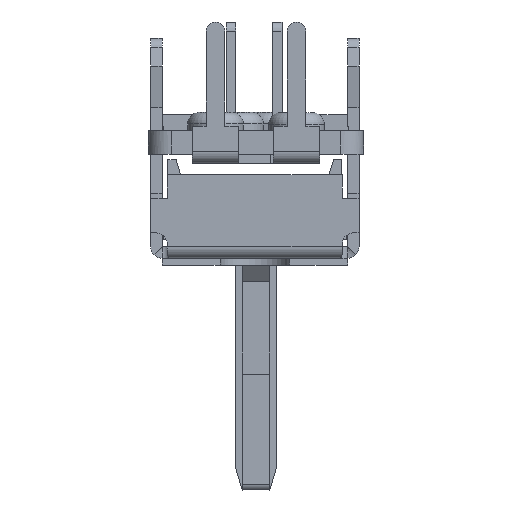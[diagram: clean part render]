
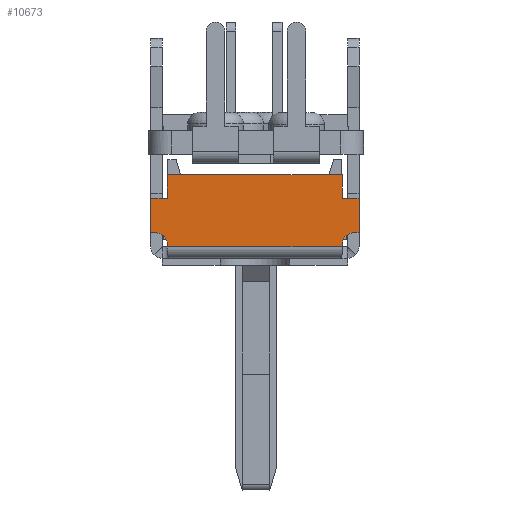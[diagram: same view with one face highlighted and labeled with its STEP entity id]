
A CAD part, left-side view. The second image highlights one B-rep face of the part: STEP entity #10673.
In plain terms, the highlighted planar face has unit normal (-1, 0, 0).
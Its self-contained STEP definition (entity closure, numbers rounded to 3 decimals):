
#978=DIRECTION('',(0.,-1.,0.));
#979=VECTOR('',#978,7.543);
#980=CARTESIAN_POINT('',(0.1,8.471,-5.2));
#981=LINE('',#980,#979);
#1244=DIRECTION('',(0.,0.,1.));
#1245=VECTOR('',#1244,0.1);
#1246=CARTESIAN_POINT('',(0.1,8.471,-5.2));
#1247=LINE('',#1246,#1245);
#1248=CARTESIAN_POINT('',(0.1,8.971,-5.1));
#1249=DIRECTION('',(-1.,0.,0.));
#1250=DIRECTION('',(0.,-1.,0.));
#1251=AXIS2_PLACEMENT_3D('',#1248,#1249,#1250);
#1253=DIRECTION('',(0.,1.,0.));
#1254=VECTOR('',#1253,0.229);
#1255=CARTESIAN_POINT('',(0.1,8.971,-4.6));
#1256=LINE('',#1255,#1254);
#1257=DIRECTION('',(0.,0.,1.));
#1258=VECTOR('',#1257,1.);
#1259=CARTESIAN_POINT('',(0.1,8.471,-3.1));
#1260=LINE('',#1259,#1258);
#1261=DIRECTION('',(0.,0.,-1.));
#1262=VECTOR('',#1261,1.);
#1263=CARTESIAN_POINT('',(0.1,0.929,
-2.1));
#1264=LINE('',#1263,#1262);
#1265=CARTESIAN_POINT('',(0.1,0.429,
-5.1));
#1266=DIRECTION('',(-1.,0.,0.));
#1267=DIRECTION('',(0.,0.,1.));
#1268=AXIS2_PLACEMENT_3D('',#1265,#1266,#1267);
#1270=DIRECTION('',(0.,0.,-1.));
#1271=VECTOR('',#1270,0.1);
#1272=CARTESIAN_POINT('',(0.1,0.929,-5.1));
#1273=LINE('',#1272,#1271);
#4216=DIRECTION('',(0.,0.,-1.));
#4217=VECTOR('',#4216,1.5);
#4218=CARTESIAN_POINT('',(0.1,9.2,-3.1));
#4219=LINE('',#4218,#4217);
#4232=DIRECTION('',(0.,1.,0.));
#4233=VECTOR('',#4232,0.729);
#4234=CARTESIAN_POINT('',(0.1,8.471,-3.1));
#4235=LINE('',#4234,#4233);
#4244=DIRECTION('',(0.,1.,0.));
#4245=VECTOR('',#4244,7.543);
#4246=CARTESIAN_POINT('',(0.1,0.929,
-2.1));
#4247=LINE('',#4246,#4245);
#4268=DIRECTION('',(0.,1.,0.));
#4269=VECTOR('',#4268,0.729);
#4270=CARTESIAN_POINT('',(0.1,0.2,
-3.1));
#4271=LINE('',#4270,#4269);
#4284=DIRECTION('',(0.,0.,1.));
#4285=VECTOR('',#4284,1.5);
#4286=CARTESIAN_POINT('',(0.1,0.2,
-4.6));
#4287=LINE('',#4286,#4285);
#4288=DIRECTION('',(0.,-1.,0.));
#4289=VECTOR('',#4288,0.229);
#4290=CARTESIAN_POINT('',(0.1,0.429,
-4.6));
#4291=LINE('',#4290,#4289);
#7863=CARTESIAN_POINT('',(0.1,8.471,
-5.2));
#7864=VERTEX_POINT('',#7863);
#7865=CARTESIAN_POINT('',(0.1,0.929,-5.2));
#7866=VERTEX_POINT('',#7865);
#7937=CARTESIAN_POINT('',(0.1,0.929,-5.1));
#7938=VERTEX_POINT('',#7937);
#7941=CARTESIAN_POINT('',(0.1,8.471,-5.1));
#7942=VERTEX_POINT('',#7941);
#7943=CARTESIAN_POINT('',(0.1,8.971,-4.6));
#7944=VERTEX_POINT('',#7943);
#7945=CARTESIAN_POINT('',(0.1,9.2,-4.6));
#7946=VERTEX_POINT('',#7945);
#7947=CARTESIAN_POINT('',(0.1,9.2,-3.1));
#7948=VERTEX_POINT('',#7947);
#7949=CARTESIAN_POINT('',(0.1,8.471,-3.1));
#7950=VERTEX_POINT('',#7949);
#7951=CARTESIAN_POINT('',(0.1,8.471,
-2.1));
#7952=VERTEX_POINT('',#7951);
#7953=CARTESIAN_POINT('',(0.1,0.929,
-2.1));
#7954=VERTEX_POINT('',#7953);
#7955=CARTESIAN_POINT('',(0.1,0.929,
-3.1));
#7956=VERTEX_POINT('',#7955);
#7957=CARTESIAN_POINT('',(0.1,0.2,
-3.1));
#7958=VERTEX_POINT('',#7957);
#7959=CARTESIAN_POINT('',(0.1,0.2,
-4.6));
#7960=VERTEX_POINT('',#7959);
#7961=CARTESIAN_POINT('',(0.1,0.429,
-4.6));
#7962=VERTEX_POINT('',#7961);
#10640=CARTESIAN_POINT('',(0.1,4.7,-3.65));
#10641=DIRECTION('',(1.,0.,0.));
#10642=DIRECTION('',(0.,0.,1.));
#10643=AXIS2_PLACEMENT_3D('',#10640,#10641,#10642);
#10644=PLANE('',#10643);
#10646=ORIENTED_EDGE('',*,*,#10645,.T.);
#10648=ORIENTED_EDGE('',*,*,#10647,.T.);
#10650=ORIENTED_EDGE('',*,*,#10649,.T.);
#10652=ORIENTED_EDGE('',*,*,#10651,.F.);
#10654=ORIENTED_EDGE('',*,*,#10653,.F.);
#10656=ORIENTED_EDGE('',*,*,#10655,.T.);
#10658=ORIENTED_EDGE('',*,*,#10657,.F.);
#10660=ORIENTED_EDGE('',*,*,#10659,.T.);
#10662=ORIENTED_EDGE('',*,*,#10661,.F.);
#10664=ORIENTED_EDGE('',*,*,#10663,.F.);
#10666=ORIENTED_EDGE('',*,*,#10665,.F.);
#10668=ORIENTED_EDGE('',*,*,#10667,.T.);
#10669=ORIENTED_EDGE('',*,*,#10630,.T.);
#10670=ORIENTED_EDGE('',*,*,#10179,.F.);
#10671=EDGE_LOOP('',(#10646,#10648,#10650,#10652,#10654,#10656,#10658,#10660,
#10662,#10664,#10666,#10668,#10669,#10670));
#10672=FACE_OUTER_BOUND('',#10671,.F.);
#10673=ADVANCED_FACE('',(#10672),#10644,.F.);
#1252=CIRCLE('',#1251,0.5);
#1269=CIRCLE('',#1268,0.5);
#10179=EDGE_CURVE('',#7864,#7866,#981,.T.);
#10630=EDGE_CURVE('',#7938,#7866,#1273,.T.);
#10645=EDGE_CURVE('',#7864,#7942,#1247,.T.);
#10647=EDGE_CURVE('',#7942,#7944,#1252,.T.);
#10649=EDGE_CURVE('',#7944,#7946,#1256,.T.);
#10651=EDGE_CURVE('',#7948,#7946,#4219,.T.);
#10653=EDGE_CURVE('',#7950,#7948,#4235,.T.);
#10655=EDGE_CURVE('',#7950,#7952,#1260,.T.);
#10657=EDGE_CURVE('',#7954,#7952,#4247,.T.);
#10659=EDGE_CURVE('',#7954,#7956,#1264,.T.);
#10661=EDGE_CURVE('',#7958,#7956,#4271,.T.);
#10663=EDGE_CURVE('',#7960,#7958,#4287,.T.);
#10665=EDGE_CURVE('',#7962,#7960,#4291,.T.);
#10667=EDGE_CURVE('',#7962,#7938,#1269,.T.);
